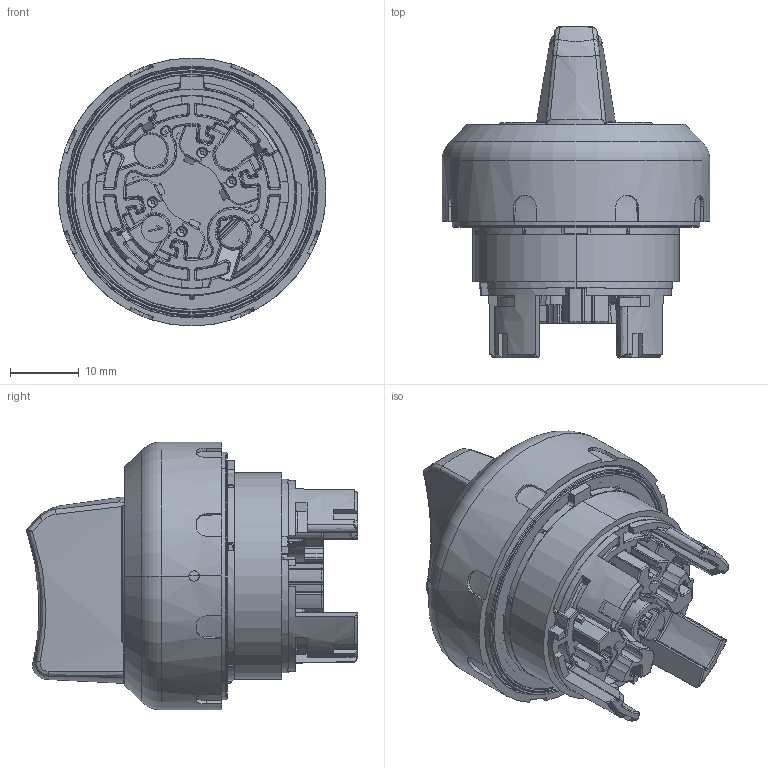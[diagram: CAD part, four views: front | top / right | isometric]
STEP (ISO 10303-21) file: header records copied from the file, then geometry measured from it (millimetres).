
FILE_DESCRIPTION (( 'STEP AP214' ), '1' );
FILE_NAME ('8602_-3-726-_-M01-02-E__-221836-ap214.STEP', '2020-01-31T07:28:31', ( '' ), ( '' ), 'SwSTEP 2.0', 'SolidWorks 2018', '' );
FILE_SCHEMA (( 'AUTOMOTIVE_DESIGN' ));
Length unit declared in the file: millimetre
Products named in the file (1): 8602_-3-726-_-M01-02-E__-221836-ap214
Bounding box: 39 x 48.29 x 39 mm (x, y, z)
Volume: 16976.6 mm3; surface area: 21812.9 mm2
Topology: 6 solids, 6 shells, 3468 faces, 8614 edges, 5058 vertices
Faces by surface type: bspline 1021, plane 854, cylinder 735, torus 421, cone 272, sphere 165
Entity records: 127751 total; most frequent: CARTESIAN_POINT 54843, ORIENTED_EDGE 16904, DIRECTION 13106, EDGE_CURVE 8452, AXIS2_PLACEMENT_3D 5300, VERTEX_POINT 5058, EDGE_LOOP 3536, FACE_OUTER_BOUND 3468
